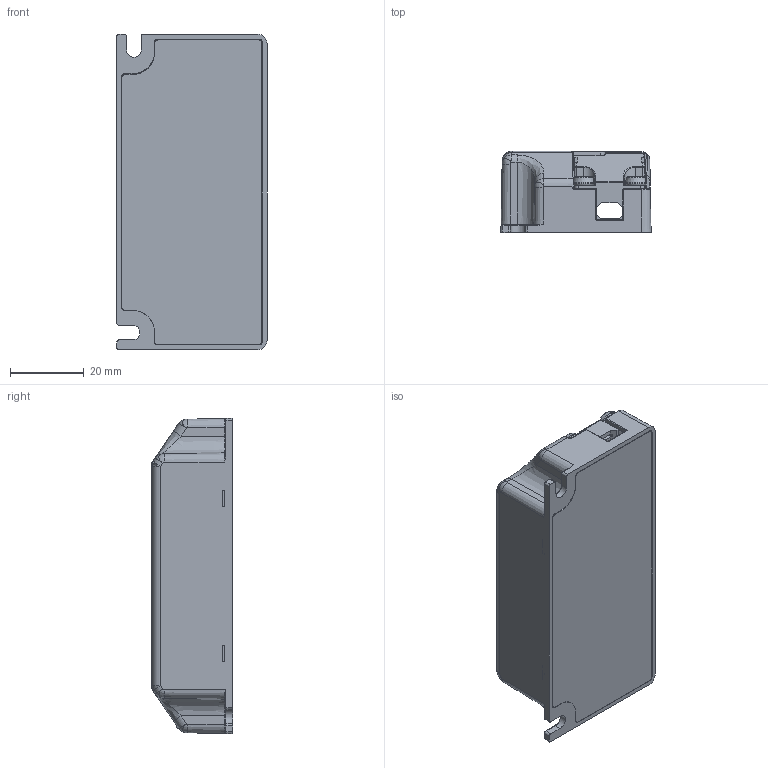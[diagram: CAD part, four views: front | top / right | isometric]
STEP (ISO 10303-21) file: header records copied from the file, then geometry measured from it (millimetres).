
FILE_DESCRIPTION((''),'2;1');
FILE_NAME('TM060B_ASM','2015-03-11T',('Hedy'),(''),'PRO/ENGINEER BY PARAMETRIC TECHNOLOGY CORPORATION, 2009380','PRO/ENGINEER BY PARAMETRIC TECHNOLOGY CORPORATION, 2009380','');
FILE_SCHEMA(('CONFIG_CONTROL_DESIGN'));
Products named in the file (6): MAWTM060B-1D; MAWTM060B-2A; MAWTM060B-3A; MAWTM060B-4A; SCREW; TM060B_ASM
Assembly tree (8 placements, depth 2):
  TM060B_ASM
    MAWTM060B-1D
    MAWTM060B-2A
    MAWTM060B-3A
    MAWTM060B-4A
    SCREW  x4
Bounding box: 40.6 x 21.9 x 85.2 mm (x, y, z)
Volume: 16473.7 mm3; surface area: 27430.9 mm2
Topology: 8 solids, 8 shells, 897 faces, 2343 edges, 1474 vertices
Faces by surface type: plane 452, cylinder 273, torus 58, bspline 48, cone 38, sphere 28
Entity records: 30751 total; most frequent: CARTESIAN_POINT 7288, ORIENTED_EDGE 3810, DIRECTION 3461, PRESENTATION_STYLE_ASSIGNMENT 1910, STYLED_ITEM 1910, CURVE_STYLE 1905, EDGE_CURVE 1905, VECTOR 1225
